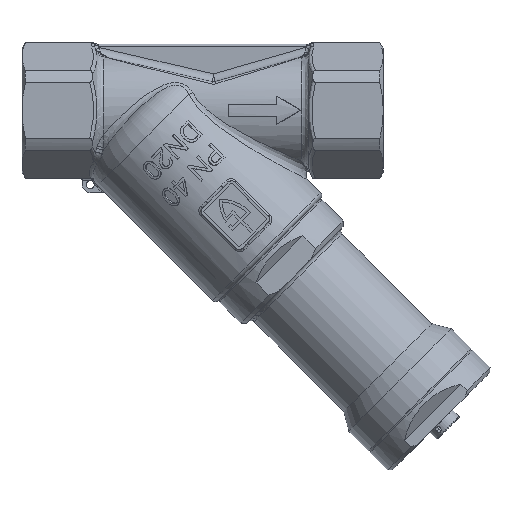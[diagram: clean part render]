
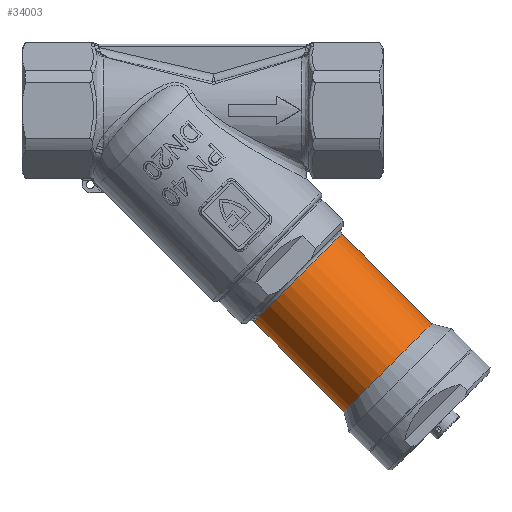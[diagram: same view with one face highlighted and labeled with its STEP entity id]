
A CAD part, top view. The second image highlights one B-rep face of the part: STEP entity #34003.
In plain terms, the highlighted cylindrical face has radius 15.5 mm (diameter 31 mm), a partial arc.
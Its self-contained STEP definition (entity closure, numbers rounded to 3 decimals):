
#710 = VERTEX_POINT ( 'NONE', #34818 ) ;
#1164 = ORIENTED_EDGE ( 'NONE', *, *, #44196, .T. ) ;
#1409 = CARTESIAN_POINT ( 'NONE',  ( 26.163, -26.163, 0. ) ) ;
#5020 = FACE_OUTER_BOUND ( 'NONE', #45762, .T. ) ;
#7049 = CIRCLE ( 'NONE', #21093, 15.5 ) ;
#8168 = CIRCLE ( 'NONE', #38898, 15.5 ) ;
#9715 = ORIENTED_EDGE ( 'NONE', *, *, #13650, .F. ) ;
#9925 = ORIENTED_EDGE ( 'NONE', *, *, #53934, .F. ) ;
#10577 = DIRECTION ( 'NONE',  ( -0.707, 0.707, 0. ) ) ;
#10860 = CARTESIAN_POINT ( 'NONE',  ( 37.123, -15.203, 0. ) ) ;
#11797 = AXIS2_PLACEMENT_3D ( 'NONE', #1409, #39368, #42412 ) ;
#12864 = VECTOR ( 'NONE', #10577, 1000. ) ;
#13455 = DIRECTION ( 'NONE',  ( -0.707, -0.707, 0. ) ) ;
#13644 = CARTESIAN_POINT ( 'NONE',  ( 15.203, -37.123, 0. ) ) ;
#13650 = EDGE_CURVE ( 'NONE', #28316, #52200, #18562, .T. ) ;
#14485 = VECTOR ( 'NONE', #21635, 1000. ) ;
#15993 = CARTESIAN_POINT ( 'NONE',  ( 41.719, -41.719, 0. ) ) ;
#16279 = CARTESIAN_POINT ( 'NONE',  ( 30.759, -52.679, 0. ) ) ;
#17860 = DIRECTION ( 'NONE',  ( -0.707, 0.707, 0. ) ) ;
#18562 = LINE ( 'NONE', #13644, #14485 ) ;
#19422 = VERTEX_POINT ( 'NONE', #41737 ) ;
#21093 = AXIS2_PLACEMENT_3D ( 'NONE', #15993, #32267, #28387 ) ;
#21635 = DIRECTION ( 'NONE',  ( -0.707, 0.707, 0. ) ) ;
#28316 = VERTEX_POINT ( 'NONE', #39364 ) ;
#28387 = DIRECTION ( 'NONE',  ( -0.707, -0.707, 0. ) ) ;
#31778 = LINE ( 'NONE', #10860, #12864 ) ;
#32267 = DIRECTION ( 'NONE',  ( -0.707, 0.707, 0. ) ) ;
#34003 = ADVANCED_FACE ( 'NONE', ( #5020 ), #46810, .T. ) ;
#34818 = CARTESIAN_POINT ( 'NONE',  ( 52.679, -30.759, 0. ) ) ;
#36768 = ORIENTED_EDGE ( 'NONE', *, *, #49808, .T. ) ;
#38898 = AXIS2_PLACEMENT_3D ( 'NONE', #42598, #17860, #13455 ) ;
#39364 = CARTESIAN_POINT ( 'NONE',  ( 53.153, -75.073, 0. ) ) ;
#39368 = DIRECTION ( 'NONE',  ( -0.707, 0.707, 0. ) ) ;
#41737 = CARTESIAN_POINT ( 'NONE',  ( 75.073, -53.153, 0. ) ) ;
#42412 = DIRECTION ( 'NONE',  ( -0.707, -0.707, 0. ) ) ;
#42598 = CARTESIAN_POINT ( 'NONE',  ( 64.113, -64.113, 0. ) ) ;
#44196 = EDGE_CURVE ( 'NONE', #28316, #19422, #8168, .T. ) ;
#45762 = EDGE_LOOP ( 'NONE', ( #1164, #36768, #9925, #9715 ) ) ;
#46810 = CYLINDRICAL_SURFACE ( 'NONE', #11797, 15.5 ) ;
#49808 = EDGE_CURVE ( 'NONE', #19422, #710, #31778, .T. ) ;
#52200 = VERTEX_POINT ( 'NONE', #16279 ) ;
#53934 = EDGE_CURVE ( 'NONE', #52200, #710, #7049, .T. ) ;
